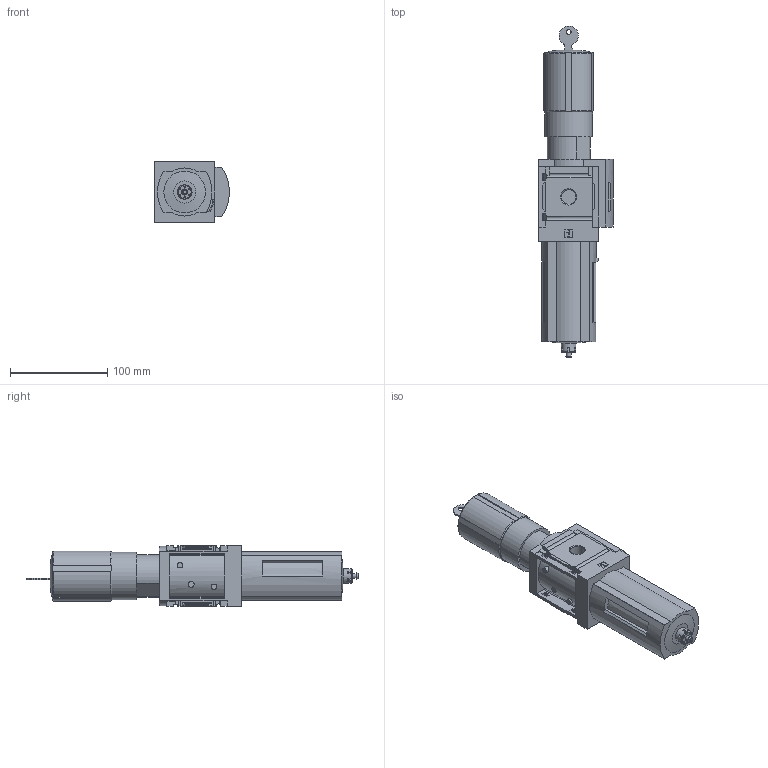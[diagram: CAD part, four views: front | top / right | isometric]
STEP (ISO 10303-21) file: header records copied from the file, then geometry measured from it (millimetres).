
FILE_DESCRIPTION(/* description */ ('STEP AP214'),/* implementation_level */ '2;1');
FILE_NAME(/* name */ '8190246_MS6-LFR-3_8-D5-ERM-E11',/* time_stamp */ '2024-09-10T18:22:51+02:00',/* author */ ('License CC BY-ND 4.0'),/* organization */ ('CADENAS'),/* preprocessor_version */ 'ST-DEVELOPER v19.3',/* originating_system */ 'PARTsolutions',/* authorisation */ ' ');
FILE_SCHEMA (('AUTOMOTIVE_DESIGN {1 0 10303 214 3 1 1}'));
Length unit declared in the file: millimetre
Products named in the file (3): 8190246 MS6-LFR-3/8-D5-E-R-M-E11; 526490 MS6-LFR-3/8-D5-ERM-E110D; KOND MS6-1-1
Assembly tree (2 placements, depth 2):
  8190246 MS6-LFR-3/8-D5-E-R-M-E11
    526490 MS6-LFR-3/8-D5-ERM-E110D
    KOND MS6-1-1
Bounding box: 77 x 341.85 x 62 mm (x, y, z)
Volume: 782918.5 mm3; surface area: 76902.7 mm2
Topology: 2 solids, 2 shells, 311 faces, 847 edges, 560 vertices
Faces by surface type: plane 216, cylinder 64, cone 16, torus 14, sphere 1
Full cylindrical faces by diameter (mm): 3.8 x1, 5 x2, 5.5 x2, 10 x1, 14.95 x2, 15 x1, 49 x1
Entity records: 11724 total; most frequent: CARTESIAN_POINT 1903, ORIENTED_EDGE 1648, DIRECTION 1588, EDGE_CURVE 824, LINE 566, VECTOR 566, VERTEX_POINT 556, AXIS2_PLACEMENT_3D 511
